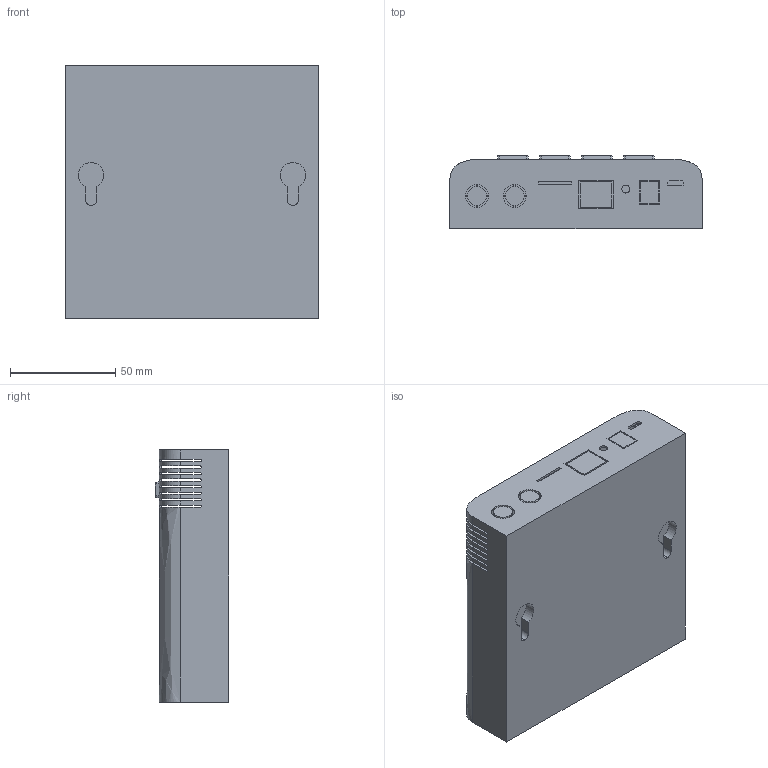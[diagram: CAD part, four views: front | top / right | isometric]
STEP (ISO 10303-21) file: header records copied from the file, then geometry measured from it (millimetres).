
FILE_DESCRIPTION (( 'STEP AP214' ), '1' );
FILE_NAME ('SRTH100-2001D-6401_3D.STEP', '2022-03-11T16:33:08', ( '' ), ( '' ), 'SwSTEP 2.0', 'SolidWorks 2021', '' );
FILE_SCHEMA (( 'AUTOMOTIVE_DESIGN' ));
Length unit declared in the file: inch
Products named in the file (1): SRTH100-2001D-6401_3D
Bounding box: 120 x 35 x 120 mm (x, y, z)
Volume: 42718.7 mm3; surface area: 86482.9 mm2
Topology: 1 solids, 1 shells, 1187 faces, 3439 edges, 2282 vertices
Faces by surface type: plane 1037, cylinder 82, bspline 52, cone 16
Entity records: 39861 total; most frequent: CARTESIAN_POINT 8573, ORIENTED_EDGE 6878, DIRECTION 5815, EDGE_CURVE 3439, VECTOR 3151, LINE 3151, VERTEX_POINT 2282, AXIS2_PLACEMENT_3D 1332
